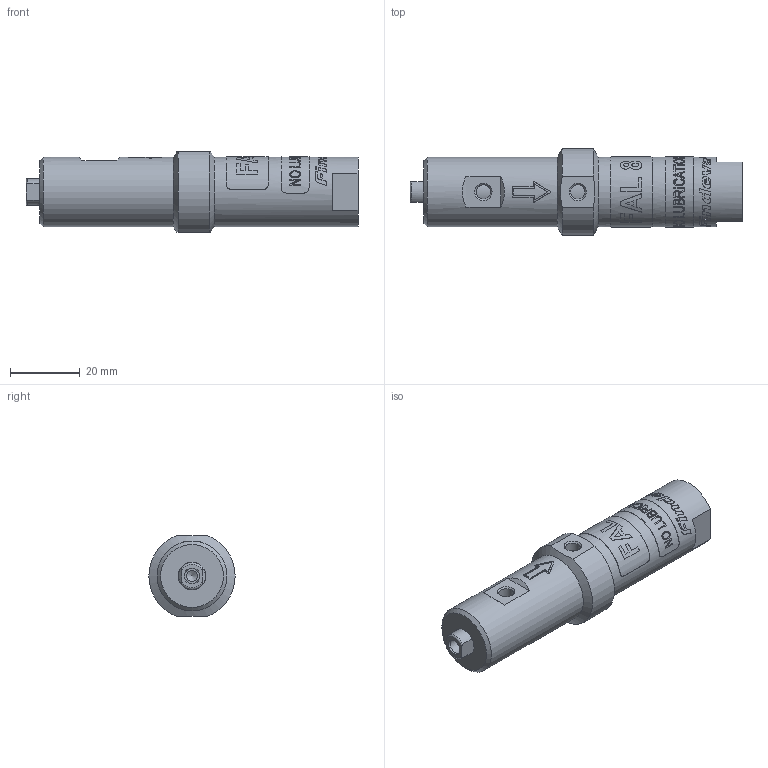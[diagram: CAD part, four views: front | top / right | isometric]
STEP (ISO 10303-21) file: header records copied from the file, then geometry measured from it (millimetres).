
FILE_DESCRIPTION((''),'2;1');
FILE_NAME('9708-00-M.stp','2012-04-02T23:25:26',('Petr'),(''),'Autodesk Inventor 2011','Autodesk Inventor 2011','');
FILE_SCHEMA(('CONFIG_CONTROL_DESIGN'));
Length unit declared in the file: millimetre
Products named in the file (1): 9708-00-M
Bounding box: 95 x 24.7 x 23 mm (x, y, z)
Volume: 29668.3 mm3; surface area: 7272.8 mm2
Topology: 1 solids, 1 shells, 417 faces, 1090 edges, 725 vertices
Faces by surface type: plane 172, bspline 168, cylinder 66, cone 9, torus 2
Full cylindrical faces by diameter (mm): 3.242 x1, 4.134 x2, 4.3 x1, 4.917 x1, 7.7 x1, 8 x1, 12 x1, 20 x2
Entity records: 47668 total; most frequent: CARTESIAN_POINT 38708, ORIENTED_EDGE 2116, DIRECTION 1229, EDGE_CURVE 1058, VERTEX_POINT 713, EDGE_LOOP 487, B_SPLINE_CURVE_WITH_KNOTS 484, FACE_OUTER_BOUND 417
